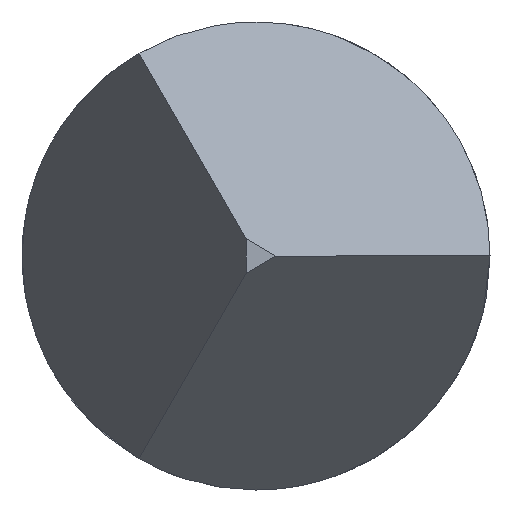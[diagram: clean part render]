
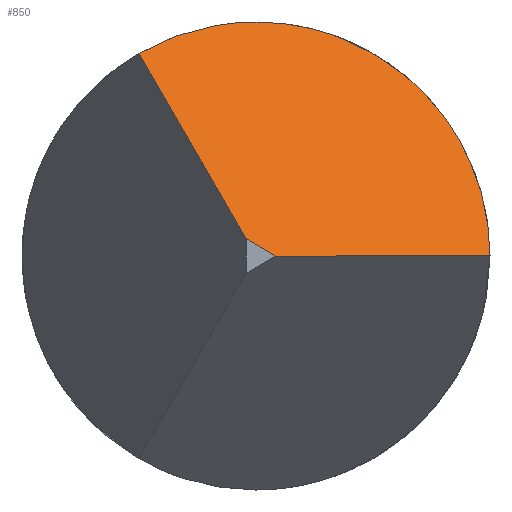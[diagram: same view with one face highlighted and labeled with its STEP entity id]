
A CAD part, left-side view. The second image highlights one B-rep face of the part: STEP entity #850.
In plain terms, the highlighted planar face has unit normal (-0.5, -0.433, 0.75).
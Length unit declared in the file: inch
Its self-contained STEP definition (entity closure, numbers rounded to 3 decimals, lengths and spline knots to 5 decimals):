
#38 = CARTESIAN_POINT ( 'NONE',  ( -0.3, -0.62564, -0.36006 ) ) ;
#42 = ORIENTED_EDGE ( 'NONE', *, *, #943, .F. ) ;
#71 = CARTESIAN_POINT ( 'NONE',  ( -0.26648, 0., 0.0235 ) ) ;
#85 = CARTESIAN_POINT ( 'NONE',  ( -0.28138, -0.0235, 0. ) ) ;
#88 = LINE ( 'NONE', #90, #1386 ) ;
#90 = CARTESIAN_POINT ( 'NONE',  ( 0.00416, 0.17661, 0.30589 ) ) ;
#96 = LINE ( 'NONE', #38, #102 ) ;
#102 = VECTOR ( 'NONE', #1454, 39.37008 ) ;
#145 = FACE_OUTER_BOUND ( 'NONE', #1378, .T. ) ;
#277 = CARTESIAN_POINT ( 'NONE',  ( -0.61011, 0.35608, 0. ) ) ;
#368 = CARTESIAN_POINT ( 'NONE',  ( -0.27008, 0.00415, 0.0235 ) ) ;
#395 =( BOUNDED_CURVE ( )  B_SPLINE_CURVE ( 3, ( #509, #427, #436, #85 ),
 .UNSPECIFIED., .F., .F. ) 
 B_SPLINE_CURVE_WITH_KNOTS ( ( 4, 4 ),
 ( 5.75959, 7.33038 ),
 .UNSPECIFIED. ) 
 CURVE ( )  GEOMETRIC_REPRESENTATION_ITEM ( )  RATIONAL_B_SPLINE_CURVE ( ( 1., 0.805, 0.805, 1. ) ) 
 REPRESENTATION_ITEM ( '' )  );
#424 =( BOUNDED_CURVE ( )  B_SPLINE_CURVE ( 3, ( #1228, #619, #368, #1083 ),
 .UNSPECIFIED., .F., .F. ) 
 B_SPLINE_CURVE_WITH_KNOTS ( ( 4, 4 ),
 ( 5.23599, 5.75959 ),
 .UNSPECIFIED. ) 
 CURVE ( )  GEOMETRIC_REPRESENTATION_ITEM ( )  RATIONAL_B_SPLINE_CURVE ( ( 1., 0.977, 0.977, 1. ) ) 
 REPRESENTATION_ITEM ( '' )  );
#427 = CARTESIAN_POINT ( 'NONE',  ( -0.25456, -0.01377, 0.0235 ) ) ;
#436 = CARTESIAN_POINT ( 'NONE',  ( -0.26073, -0.0235, 0.01377 ) ) ;
#467 = DIRECTION ( 'NONE',  ( 0.655, 0.378, 0.655 ) ) ;
#469 = DIRECTION ( 'NONE',  ( -0.5, -0.433, 0.75 ) ) ;
#481 = VERTEX_POINT ( 'NONE', #1122 ) ;
#508 = AXIS2_PLACEMENT_3D ( 'NONE', #1193, #469, #990 ) ;
#509 = CARTESIAN_POINT ( 'NONE',  ( -0.26648, 0., 0.0235 ) ) ;
#603 = CARTESIAN_POINT ( 'NONE',  ( -0.3, -0.002, 0. ) ) ;
#619 = CARTESIAN_POINT ( 'NONE',  ( -0.27516, 0.00816, 0.02243 ) ) ;
#685 = PLANE ( 'NONE',  #508 ) ;
#752 = ORIENTED_EDGE ( 'NONE', *, *, #1177, .F. ) ;
#850 = ADVANCED_FACE ( 'NONE', ( #145 ), #685, .T. ) ;
#851 = DIRECTION ( 'NONE',  ( -0.655, 0.756, 0. ) ) ;
#931 = EDGE_CURVE ( 'NONE', #935, #1410, #96, .T. ) ;
#935 = VERTEX_POINT ( 'NONE', #603 ) ;
#936 = EDGE_CURVE ( 'NONE', #1410, #1304, #88, .T. ) ;
#943 = EDGE_CURVE ( 'NONE', #1391, #481, #395, .T. ) ;
#957 = ORIENTED_EDGE ( 'NONE', *, *, #931, .F. ) ;
#990 = DIRECTION ( 'NONE',  ( 0.832, 0., 0.555 ) ) ;
#1018 = ORIENTED_EDGE ( 'NONE', *, *, #1084, .F. ) ;
#1038 = CARTESIAN_POINT ( 'NONE',  ( -0.3, 0.001, 0.00173 ) ) ;
#1083 = CARTESIAN_POINT ( 'NONE',  ( -0.26648, 0., 0.0235 ) ) ;
#1084 = EDGE_CURVE ( 'NONE', #481, #935, #1521, .T. ) ;
#1122 = CARTESIAN_POINT ( 'NONE',  ( -0.28138, -0.0235, 0. ) ) ;
#1177 = EDGE_CURVE ( 'NONE', #1304, #1391, #424, .T. ) ;
#1193 = CARTESIAN_POINT ( 'NONE',  ( -0.3, -0.62564, -0.36006 ) ) ;
#1228 = CARTESIAN_POINT ( 'NONE',  ( -0.28138, 0.01175, 0.02035 ) ) ;
#1253 = ORIENTED_EDGE ( 'NONE', *, *, #936, .F. ) ;
#1304 = VERTEX_POINT ( 'NONE', #1511 ) ;
#1378 = EDGE_LOOP ( 'NONE', ( #1253, #957, #1018, #42, #752 ) ) ;
#1386 = VECTOR ( 'NONE', #467, 39.37008 ) ;
#1391 = VERTEX_POINT ( 'NONE', #71 ) ;
#1410 = VERTEX_POINT ( 'NONE', #1038 ) ;
#1454 = DIRECTION ( 'NONE',  ( 0., 0.866, 0.5 ) ) ;
#1511 = CARTESIAN_POINT ( 'NONE',  ( -0.28138, 0.01175, 0.02035 ) ) ;
#1518 = VECTOR ( 'NONE', #851, 39.37008 ) ;
#1521 = LINE ( 'NONE', #277, #1518 ) ;
